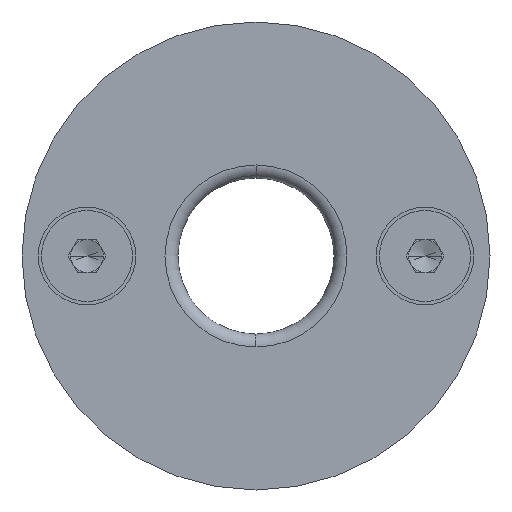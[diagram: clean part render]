
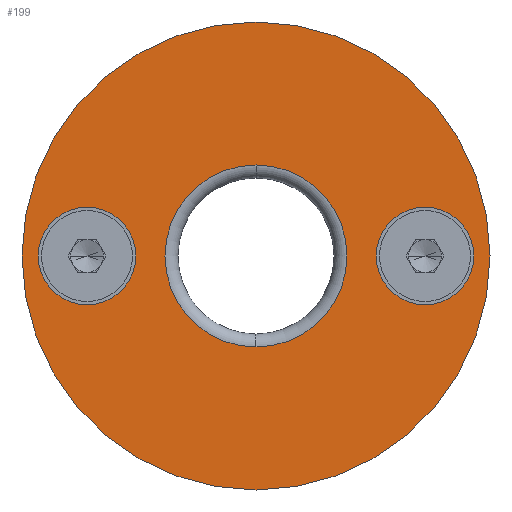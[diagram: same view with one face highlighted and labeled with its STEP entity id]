
A CAD part, left-side view. The second image highlights one B-rep face of the part: STEP entity #199.
In plain terms, the highlighted planar face has unit normal (-1, 0, 0).
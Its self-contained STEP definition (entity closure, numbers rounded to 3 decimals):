
#199 = ADVANCED_FACE( '', ( #313, #314, #315, #316 ), #317, .T. );
#313 = FACE_BOUND( '', #484, .T. );
#314 = FACE_BOUND( '', #485, .T. );
#315 = FACE_BOUND( '', #486, .T. );
#316 = FACE_OUTER_BOUND( '', #487, .T. );
#317 = PLANE( '', #488 );
#484 = EDGE_LOOP( '', ( #804, #805 ) );
#485 = EDGE_LOOP( '', ( #806, #807 ) );
#486 = EDGE_LOOP( '', ( #808, #809, #810 ) );
#487 = EDGE_LOOP( '', ( #811, #812 ) );
#488 = AXIS2_PLACEMENT_3D( '', #813, #814, #815 );
#804 = ORIENTED_EDGE( '', *, *, #1248, .T. );
#805 = ORIENTED_EDGE( '', *, *, #1238, .T. );
#806 = ORIENTED_EDGE( '', *, *, #1252, .T. );
#807 = ORIENTED_EDGE( '', *, *, #1230, .T. );
#808 = ORIENTED_EDGE( '', *, *, #1226, .F. );
#809 = ORIENTED_EDGE( '', *, *, #1225, .F. );
#810 = ORIENTED_EDGE( '', *, *, #1254, .F. );
#811 = ORIENTED_EDGE( '', *, *, #1204, .T. );
#812 = ORIENTED_EDGE( '', *, *, #1261, .T. );
#813 = CARTESIAN_POINT( '', ( 0., 12.5, 0. ) );
#814 = DIRECTION( '', ( -1., 0., 0. ) );
#815 = DIRECTION( '', ( 0., 1., 0. ) );
#1204 = EDGE_CURVE( '', #1389, #1393, #1395, .T. );
#1225 = EDGE_CURVE( '', #1430, #1432, #1433, .T. );
#1226 = EDGE_CURVE( '', #1432, #1434, #1435, .T. );
#1230 = EDGE_CURVE( '', #1442, #1439, #1443, .T. );
#1238 = EDGE_CURVE( '', #1458, #1455, #1459, .T. );
#1248 = EDGE_CURVE( '', #1455, #1458, #1474, .T. );
#1252 = EDGE_CURVE( '', #1439, #1442, #1478, .T. );
#1254 = EDGE_CURVE( '', #1434, #1430, #1480, .T. );
#1261 = EDGE_CURVE( '', #1393, #1389, #1487, .T. );
#1389 = VERTEX_POINT( '', #1687 );
#1393 = VERTEX_POINT( '', #1692 );
#1395 = CIRCLE( '', #1695, 18. );
#1430 = VERTEX_POINT( '', #1738 );
#1432 = VERTEX_POINT( '', #1740 );
#1433 = CIRCLE( '', #1741, 7. );
#1434 = VERTEX_POINT( '', #1742 );
#1435 = CIRCLE( '', #1743, 7. );
#1439 = VERTEX_POINT( '', #1747 );
#1442 = VERTEX_POINT( '', #1751 );
#1443 = CIRCLE( '', #1752, 3.75 );
#1455 = VERTEX_POINT( '', #1767 );
#1458 = VERTEX_POINT( '', #1771 );
#1459 = CIRCLE( '', #1772, 3.75 );
#1474 = CIRCLE( '', #1790, 3.75 );
#1478 = CIRCLE( '', #1794, 3.75 );
#1480 = CIRCLE( '', #1796, 7. );
#1487 = CIRCLE( '', #1803, 18. );
#1687 = CARTESIAN_POINT( '', ( 0., 18., 0. ) );
#1692 = CARTESIAN_POINT( '', ( 0., -18., 0. ) );
#1695 = AXIS2_PLACEMENT_3D( '', #2080, #2081, #2082 );
#1738 = CARTESIAN_POINT( '', ( 0., 0., 7. ) );
#1740 = CARTESIAN_POINT( '', ( 0., 7., 0. ) );
#1741 = AXIS2_PLACEMENT_3D( '', #2127, #2128, #2129 );
#1742 = CARTESIAN_POINT( '', ( 0., 0., -7. ) );
#1743 = AXIS2_PLACEMENT_3D( '', #2130, #2131, #2132 );
#1747 = CARTESIAN_POINT( '', ( 0., -9.25, 0. ) );
#1751 = CARTESIAN_POINT( '', ( 0., -16.75, 0. ) );
#1752 = AXIS2_PLACEMENT_3D( '', #2140, #2141, #2142 );
#1767 = CARTESIAN_POINT( '', ( 0., 16.75, 0. ) );
#1771 = CARTESIAN_POINT( '', ( 0., 9.25, 0. ) );
#1772 = AXIS2_PLACEMENT_3D( '', #2156, #2157, #2158 );
#1790 = AXIS2_PLACEMENT_3D( '', #2180, #2181, #2182 );
#1794 = AXIS2_PLACEMENT_3D( '', #2192, #2193, #2194 );
#1796 = AXIS2_PLACEMENT_3D( '', #2198, #2199, #2200 );
#1803 = AXIS2_PLACEMENT_3D( '', #2219, #2220, #2221 );
#2080 = CARTESIAN_POINT( '', ( 0., 0., 0. ) );
#2081 = DIRECTION( '', ( -1., 0., 0. ) );
#2082 = DIRECTION( '', ( 0., 1., 0. ) );
#2127 = CARTESIAN_POINT( '', ( 0., 0., 0. ) );
#2128 = DIRECTION( '', ( -1., 0., 0. ) );
#2129 = DIRECTION( '', ( 0., 1., 0. ) );
#2130 = CARTESIAN_POINT( '', ( 0., 0., 0. ) );
#2131 = DIRECTION( '', ( -1., 0., 0. ) );
#2132 = DIRECTION( '', ( 0., 1., 0. ) );
#2140 = CARTESIAN_POINT( '', ( 0., -13., 0. ) );
#2141 = DIRECTION( '', ( 1., 0., 0. ) );
#2142 = DIRECTION( '', ( 0., 1., 0. ) );
#2156 = CARTESIAN_POINT( '', ( 0., 13., 0. ) );
#2157 = DIRECTION( '', ( 1., 0., 0. ) );
#2158 = DIRECTION( '', ( 0., 1., 0. ) );
#2180 = CARTESIAN_POINT( '', ( 0., 13., 0. ) );
#2181 = DIRECTION( '', ( 1., 0., 0. ) );
#2182 = DIRECTION( '', ( 0., 1., 0. ) );
#2192 = CARTESIAN_POINT( '', ( 0., -13., 0. ) );
#2193 = DIRECTION( '', ( 1., 0., 0. ) );
#2194 = DIRECTION( '', ( 0., 1., 0. ) );
#2198 = CARTESIAN_POINT( '', ( 0., 0., 0. ) );
#2199 = DIRECTION( '', ( -1., 0., 0. ) );
#2200 = DIRECTION( '', ( 0., 1., 0. ) );
#2219 = CARTESIAN_POINT( '', ( 0., 0., 0. ) );
#2220 = DIRECTION( '', ( -1., 0., 0. ) );
#2221 = DIRECTION( '', ( 0., 1., 0. ) );
